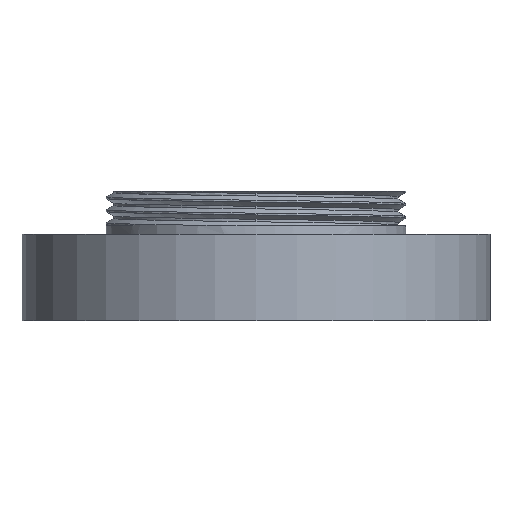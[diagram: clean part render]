
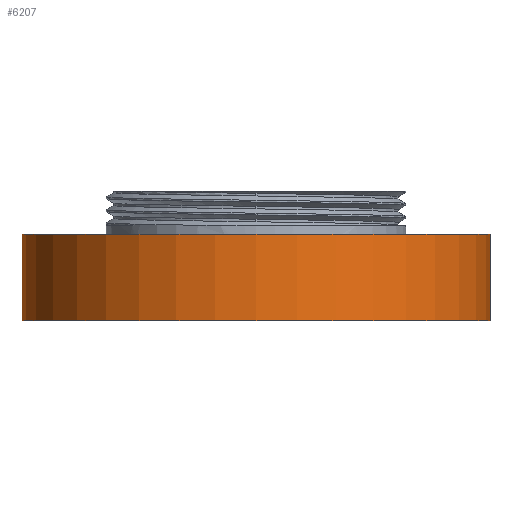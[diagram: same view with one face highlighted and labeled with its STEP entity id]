
A CAD part, left-side view. The second image highlights one B-rep face of the part: STEP entity #6207.
In plain terms, the highlighted cylindrical face has radius 27.2 mm (diameter 54.4 mm), a full revolution.
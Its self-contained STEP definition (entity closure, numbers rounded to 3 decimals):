
#5798=CARTESIAN_POINT('',(27.2,-0.,-1.));
#5799=VERTEX_POINT('',#5798);
#5800=CARTESIAN_POINT('',(0.,0.,-1.));
#5801=DIRECTION('',(0.,0.,1.));
#5802=DIRECTION('',(1.,0.,-0.));
#5803=AXIS2_PLACEMENT_3D('',#5800,#5801,#5802);
#5804=CIRCLE('',#5803,27.2);
#5805=EDGE_CURVE('',#5799,#5799,#5804,.T.);
#6183=CARTESIAN_POINT('',(0.,0.,0.));
#6184=DIRECTION('',(0.,0.,1.));
#6185=DIRECTION('',(1.,0.,0.));
#6186=AXIS2_PLACEMENT_3D('',#6183,#6184,#6185);
#6187=CYLINDRICAL_SURFACE('',#6186,27.2);
#6188=CARTESIAN_POINT('',(27.2,-0.,9.));
#6189=VERTEX_POINT('',#6188);
#6190=CARTESIAN_POINT('',(27.2,0.,9.));
#6191=DIRECTION('',(-0.,-0.,-1.));
#6192=VECTOR('',#6191,10.);
#6193=LINE('',#6190,#6192);
#6194=EDGE_CURVE('',#6189,#5799,#6193,.T.);
#6195=ORIENTED_EDGE('',*,*,#6194,.T.);
#6196=ORIENTED_EDGE('',*,*,#5805,.T.);
#6197=ORIENTED_EDGE('',*,*,#6194,.F.);
#6198=CARTESIAN_POINT('',(0.,0.,9.));
#6199=DIRECTION('',(0.,0.,1.));
#6200=DIRECTION('',(1.,0.,-0.));
#6201=AXIS2_PLACEMENT_3D('',#6198,#6199,#6200);
#6202=CIRCLE('',#6201,27.2);
#6203=EDGE_CURVE('',#6189,#6189,#6202,.T.);
#6204=ORIENTED_EDGE('',*,*,#6203,.F.);
#6205=EDGE_LOOP('',(#6195,#6196,#6197,#6204));
#6206=FACE_BOUND('',#6205,.T.);
#6207=ADVANCED_FACE('',(#6206),#6187,.T.);
